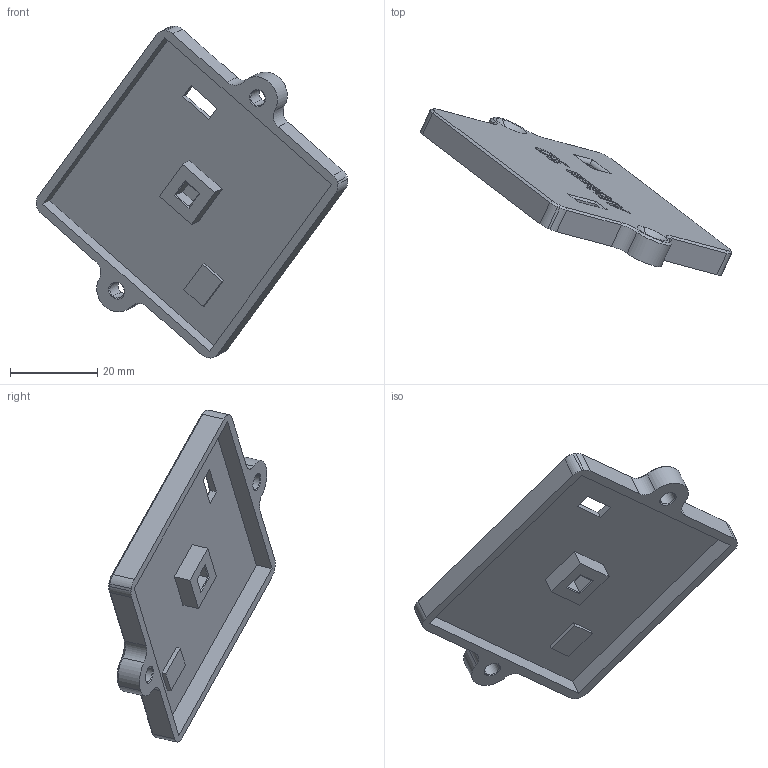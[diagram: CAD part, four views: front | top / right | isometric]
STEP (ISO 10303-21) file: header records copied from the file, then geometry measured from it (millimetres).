
FILE_DESCRIPTION (( 'STEP AP214' ), '1' );
FILE_NAME ('multivibrator_cover.STEP', '2008-05-13T08:16:02', ( 'Altium Employee' ), ( 'Altium Limited' ), 'SwSTEP 2.0', 'SolidWorks 2007', '' );
FILE_SCHEMA (( 'AUTOMOTIVE_DESIGN' ));
Length unit declared in the file: inch
Products named in the file (2): coverV2; multivibrator_cover
Assembly tree (1 placements, depth 2):
  multivibrator_cover
    coverV2
Bounding box: 71.44 x 38.22 x 76.14 mm (x, y, z)
Volume: 8748.7 mm3; surface area: 9097.8 mm2
Topology: 1 solids, 1 shells, 231 faces, 606 edges, 393 vertices
Faces by surface type: plane 135, bspline 54, cylinder 23, cone 19
Entity records: 8939 total; most frequent: CARTESIAN_POINT 3558, ORIENTED_EDGE 1212, DIRECTION 891, EDGE_CURVE 606, VECTOR 421, LINE 421, VERTEX_POINT 393, EDGE_LOOP 253
